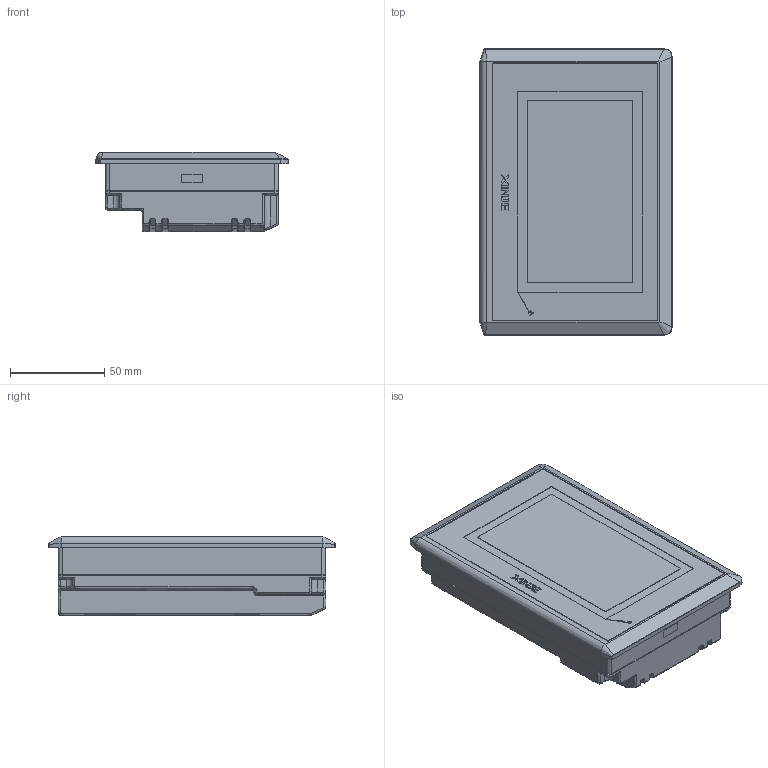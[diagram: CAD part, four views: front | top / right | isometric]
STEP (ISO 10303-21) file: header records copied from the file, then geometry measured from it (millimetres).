
FILE_DESCRIPTION(/* description */ (''),/* implementation_level */ '2;1');
FILE_NAME(/* name */ 'TGM465-ET',/* time_stamp */ '2020-07-17T16:09:50+08:00',/* author */ (''),/* organization */ (''),/* preprocessor_version */ 'ST-DEVELOPER v15',/* originating_system */ '',/* authorisation */ '');
FILE_SCHEMA (('AUTOMOTIVE_DESIGN'));
Length unit declared in the file: millimetre
Products named in the file (2): Document; 图块 01
Assembly tree (1 placements, depth 2):
  Document
    图块 01
Bounding box: 102 x 152 x 42 mm (x, y, z)
Volume: 577264 mm3; surface area: 219894.7 mm2
Topology: 7 solids, 11 shells, 1663 faces, 4328 edges, 2656 vertices
Faces by surface type: bspline 1076, plane 587
Entity records: 66906 total; most frequent: CARTESIAN_POINT 41622, ORIENTED_EDGE 8490, EDGE_CURVE 4256, B_SPLINE_CURVE_WITH_KNOTS 2757, VERTEX_POINT 2619, EDGE_LOOP 1769, ADVANCED_FACE 1661, FACE_OUTER_BOUND 1661
